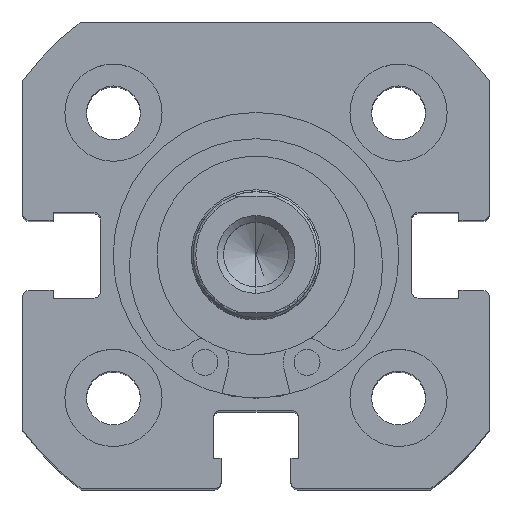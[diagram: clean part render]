
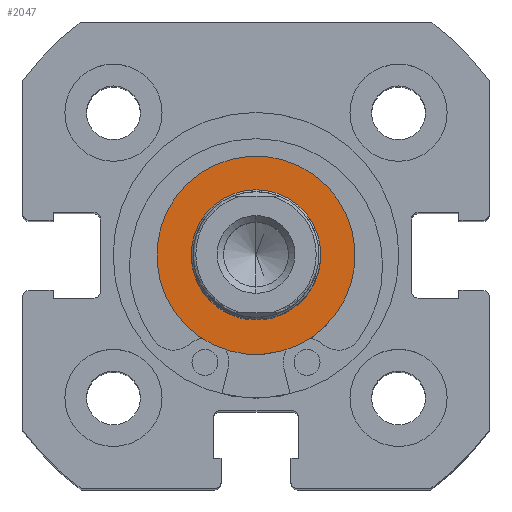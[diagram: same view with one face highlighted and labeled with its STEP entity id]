
A CAD part, top view. The second image highlights one B-rep face of the part: STEP entity #2047.
In plain terms, the highlighted face is planar.
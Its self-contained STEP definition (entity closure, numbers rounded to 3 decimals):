
#70 = CARTESIAN_POINT ( 'NONE',  ( 0., 0., 7.65 ) ) ;
#128 = DIRECTION ( 'NONE',  ( 0., 0., 1. ) ) ;
#136 = DIRECTION ( 'NONE',  ( -1., 0., 0. ) ) ;
#196 = DIRECTION ( 'NONE',  ( 0., 0., 1. ) ) ;
#199 = DIRECTION ( 'NONE',  ( -1., 0., 0. ) ) ;
#215 = CARTESIAN_POINT ( 'NONE',  ( 0., 0., 0. ) ) ;
#220 = CARTESIAN_POINT ( 'NONE',  ( 0., 0., 0. ) ) ;
#1030 = EDGE_LOOP ( 'NONE', ( #6078, #6085 ) ) ;
#1033 = EDGE_LOOP ( 'NONE', ( #6083, #6092 ) ) ;
#1436 = FACE_BOUND ( 'NONE', #1033, .T. ) ;
#1442 = FACE_OUTER_BOUND ( 'NONE', #1030, .T. ) ;
#2047 = ADVANCED_FACE ( 'NONE', ( #1436, #1442 ), #4328, .F. ) ;
#2344 = AXIS2_PLACEMENT_3D ( 'NONE', #4349, #4321, #4366 ) ;
#2587 = AXIS2_PLACEMENT_3D ( 'NONE', #220, #199, #196 ) ;
#2591 = AXIS2_PLACEMENT_3D ( 'NONE', #215, #136, #128 ) ;
#2611 = AXIS2_PLACEMENT_3D ( 'NONE', #3454, #3462, #3463 ) ;
#2612 = AXIS2_PLACEMENT_3D ( 'NONE', #3451, #3452, #3453 ) ;
#3134 = CIRCLE ( 'NONE', #2587, 7.65 ) ;
#3139 = CIRCLE ( 'NONE', #2591, 5. ) ;
#3184 = CIRCLE ( 'NONE', #2612, 7.65 ) ;
#3189 = CIRCLE ( 'NONE', #2611, 5. ) ;
#3381 = CARTESIAN_POINT ( 'NONE',  ( 0., 0., -5. ) ) ;
#3389 = CARTESIAN_POINT ( 'NONE',  ( 0., 0., 5. ) ) ;
#3390 = CARTESIAN_POINT ( 'NONE',  ( 0., 0., -7.65 ) ) ;
#3451 = CARTESIAN_POINT ( 'NONE',  ( 0., 0., 0. ) ) ;
#3452 = DIRECTION ( 'NONE',  ( -1., 0., 0. ) ) ;
#3453 = DIRECTION ( 'NONE',  ( 0., 0., 1. ) ) ;
#3454 = CARTESIAN_POINT ( 'NONE',  ( 0., 0., 0. ) ) ;
#3462 = DIRECTION ( 'NONE',  ( -1., 0., 0. ) ) ;
#3463 = DIRECTION ( 'NONE',  ( 0., 0., 1. ) ) ;
#4321 = DIRECTION ( 'NONE',  ( 1., 0., 0. ) ) ;
#4328 = PLANE ( 'NONE',  #2344 ) ;
#4349 = CARTESIAN_POINT ( 'NONE',  ( 0., 7.65, 0. ) ) ;
#4366 = DIRECTION ( 'NONE',  ( 0., 0., -1. ) ) ;
#4729 = EDGE_CURVE ( 'NONE', #5280, #5432, #3134, .T. ) ;
#4733 = EDGE_CURVE ( 'NONE', #5423, #5431, #3139, .T. ) ;
#5280 = VERTEX_POINT ( 'NONE', #70 ) ;
#5423 = VERTEX_POINT ( 'NONE', #3381 ) ;
#5431 = VERTEX_POINT ( 'NONE', #3389 ) ;
#5432 = VERTEX_POINT ( 'NONE', #3390 ) ;
#6064 = EDGE_CURVE ( 'NONE', #5432, #5280, #3184, .T. ) ;
#6067 = EDGE_CURVE ( 'NONE', #5431, #5423, #3189, .T. ) ;
#6078 = ORIENTED_EDGE ( 'NONE', *, *, #4729, .T. ) ;
#6083 = ORIENTED_EDGE ( 'NONE', *, *, #6067, .F. ) ;
#6085 = ORIENTED_EDGE ( 'NONE', *, *, #6064, .T. ) ;
#6092 = ORIENTED_EDGE ( 'NONE', *, *, #4733, .F. ) ;
